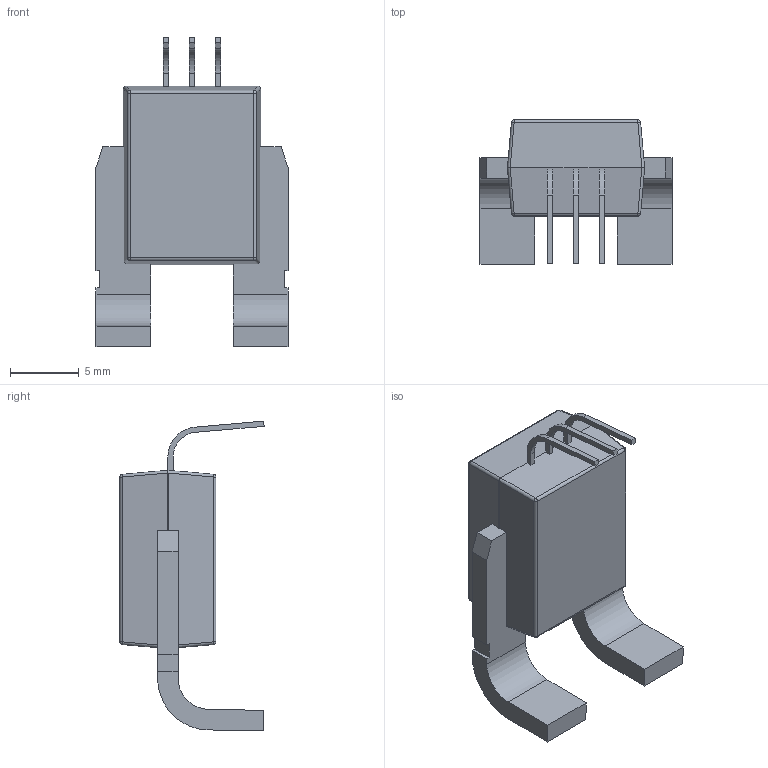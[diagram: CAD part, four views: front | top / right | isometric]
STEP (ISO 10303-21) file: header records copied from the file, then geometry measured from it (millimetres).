
FILE_DESCRIPTION (( 'STEP AP214' ), '1' );
FILE_NAME ('Allegro PFF.STEP', '2016-04-19T17:18:42', ( '' ), ( '' ), 'SwSTEP 2.0', 'SolidWorks 2015', '' );
FILE_SCHEMA (( 'AUTOMOTIVE_DESIGN' ));
Length unit declared in the file: millimetre
Products named in the file (1): Allegro PFF
Bounding box: 14 x 10.52 x 22.59 mm (x, y, z)
Volume: 1045.6 mm3; surface area: 900.9 mm2
Topology: 1 solids, 1 shells, 99 faces, 261 edges, 158 vertices
Faces by surface type: plane 59, cylinder 32, sphere 8
Entity records: 3606 total; most frequent: CARTESIAN_POINT 541, ORIENTED_EDGE 506, DIRECTION 497, EDGE_CURVE 253, LINE 189, VECTOR 189, VERTEX_POINT 158, AXIS2_PLACEMENT_3D 154
